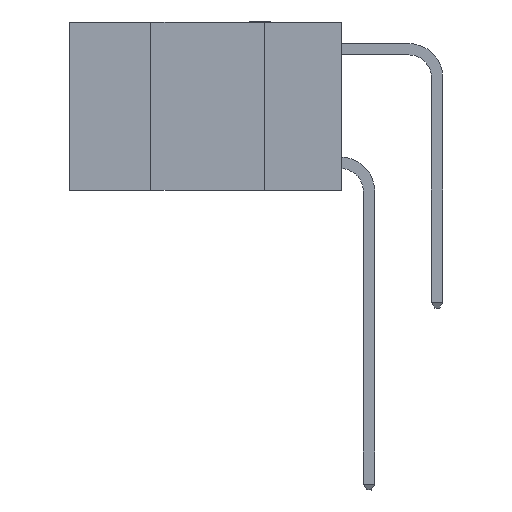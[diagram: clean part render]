
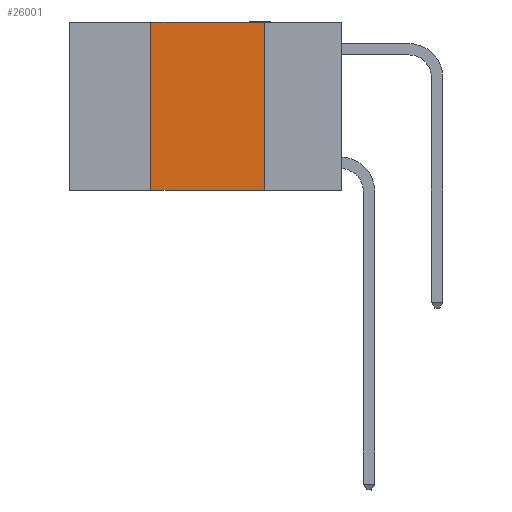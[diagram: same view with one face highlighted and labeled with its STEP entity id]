
A CAD part, left-side view. The second image highlights one B-rep face of the part: STEP entity #26001.
In plain terms, the highlighted planar face has unit normal (-1, 0, 0).
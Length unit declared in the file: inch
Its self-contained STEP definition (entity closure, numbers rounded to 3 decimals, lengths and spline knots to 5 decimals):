
#689 = ORIENTED_EDGE ( 'NONE', *, *, #6261, .F. ) ;
#2121 = LINE ( 'NONE', #2287, #9137 ) ;
#2287 = CARTESIAN_POINT ( 'NONE',  ( 0., 0.6, 0. ) ) ;
#2612 = DIRECTION ( 'NONE',  ( 0., -1., 0. ) ) ;
#2977 = FACE_OUTER_BOUND ( 'NONE', #3211, .T. ) ;
#3211 = EDGE_LOOP ( 'NONE', ( #11587, #689, #23766, #29970 ) ) ;
#3262 = CARTESIAN_POINT ( 'NONE',  ( 0., 0.17, 0. ) ) ;
#5820 = LINE ( 'NONE', #10957, #8441 ) ;
#6041 = CARTESIAN_POINT ( 'NONE',  ( 0., 0.6, 0. ) ) ;
#6261 = EDGE_CURVE ( 'NONE', #30680, #23762, #2121, .T. ) ;
#7004 = EDGE_CURVE ( 'NONE', #23762, #9463, #25173, .T. ) ;
#8086 = CARTESIAN_POINT ( 'NONE',  ( 0., 0.17, 0. ) ) ;
#8281 = DIRECTION ( 'NONE',  ( 0., 0., -1. ) ) ;
#8441 = VECTOR ( 'NONE', #8883, 39.37008 ) ;
#8883 = DIRECTION ( 'NONE',  ( 0., 0., 1. ) ) ;
#9137 = VECTOR ( 'NONE', #2612, 39.37008 ) ;
#9463 = VERTEX_POINT ( 'NONE', #24600 ) ;
#10957 = CARTESIAN_POINT ( 'NONE',  ( 0., 0.42, 0. ) ) ;
#11319 = VERTEX_POINT ( 'NONE', #22117 ) ;
#11587 = ORIENTED_EDGE ( 'NONE', *, *, #7004, .F. ) ;
#13109 = EDGE_CURVE ( 'NONE', #11319, #9463, #24338, .T. ) ;
#17923 = DIRECTION ( 'NONE',  ( 0., 0., -1. ) ) ;
#19963 = CARTESIAN_POINT ( 'NONE',  ( 0., 0.6, -0.37 ) ) ;
#20190 = DIRECTION ( 'NONE',  ( 1., 0., 0. ) ) ;
#20535 = VECTOR ( 'NONE', #17923, 39.37008 ) ;
#21840 = CARTESIAN_POINT ( 'NONE',  ( 0., 0.42, 0. ) ) ;
#22117 = CARTESIAN_POINT ( 'NONE',  ( 0., 0.42, -0.37 ) ) ;
#23173 = AXIS2_PLACEMENT_3D ( 'NONE', #6041, #20190, #8281 ) ;
#23762 = VERTEX_POINT ( 'NONE', #3262 ) ;
#23766 = ORIENTED_EDGE ( 'NONE', *, *, #31459, .F. ) ;
#24338 = LINE ( 'NONE', #19963, #24911 ) ;
#24600 = CARTESIAN_POINT ( 'NONE',  ( 0., 0.17, -0.37 ) ) ;
#24911 = VECTOR ( 'NONE', #29833, 39.37008 ) ;
#25173 = LINE ( 'NONE', #8086, #20535 ) ;
#26001 = ADVANCED_FACE ( 'NONE', ( #2977 ), #28106, .F. ) ;
#28106 = PLANE ( 'NONE',  #23173 ) ;
#29833 = DIRECTION ( 'NONE',  ( 0., -1., 0. ) ) ;
#29970 = ORIENTED_EDGE ( 'NONE', *, *, #13109, .T. ) ;
#30680 = VERTEX_POINT ( 'NONE', #21840 ) ;
#31459 = EDGE_CURVE ( 'NONE', #11319, #30680, #5820, .T. ) ;
